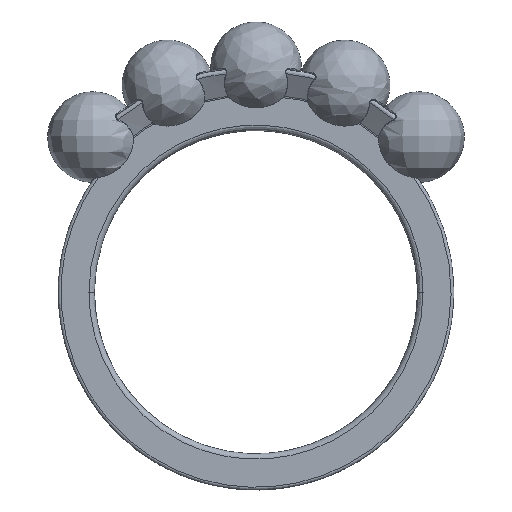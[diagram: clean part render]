
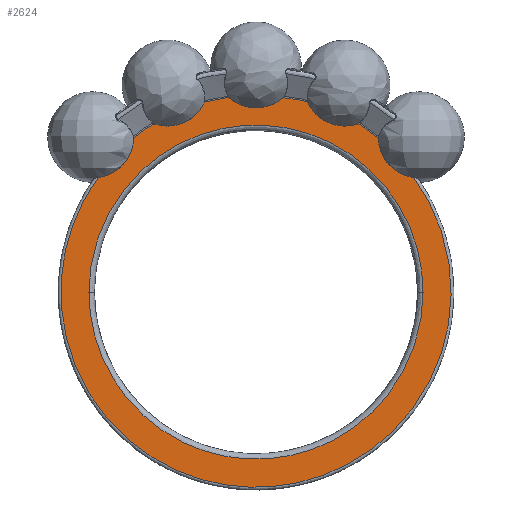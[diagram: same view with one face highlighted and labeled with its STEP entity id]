
A CAD part, top view. The second image highlights one B-rep face of the part: STEP entity #2624.
In plain terms, the highlighted free-form (B-spline) face has degree [1, 1] with [2, 2] control points.
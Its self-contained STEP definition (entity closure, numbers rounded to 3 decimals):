
#1188 = VERTEX_POINT('',#1189);
#1189 = CARTESIAN_POINT('',(-8.24,6.619,
    0.959));
#1258 = VERTEX_POINT('',#1259);
#1259 = CARTESIAN_POINT('',(-7.892,6.825,0.959
    ));
#1265 = EDGE_CURVE('',#1188,#1258,#1266,.T.);
#1266 = B_SPLINE_CURVE_WITH_KNOTS('',3,(#1267,#1268,#1269,#1270,#1271,
    #1272),.UNSPECIFIED.,.F.,.F.,(4,1,1,4),(0.,0.333,
    0.667,1.),.UNSPECIFIED.);
#1267 = CARTESIAN_POINT('',(-8.24,6.619,
    0.959));
#1268 = CARTESIAN_POINT('',(-8.193,6.628,
    0.959));
#1269 = CARTESIAN_POINT('',(-8.106,6.657,
    0.959));
#1270 = CARTESIAN_POINT('',(-7.995,6.722,
    0.959));
#1271 = CARTESIAN_POINT('',(-7.925,6.787,
    0.959));
#1272 = CARTESIAN_POINT('',(-7.892,6.825,
    0.959));
#1316 = VERTEX_POINT('',#1317);
#1317 = CARTESIAN_POINT('',(7.892,6.825,0.959
    ));
#1323 = EDGE_CURVE('',#1316,#1258,#1324,.T.);
#1324 = ( BOUNDED_CURVE() B_SPLINE_CURVE(2,(#1325,#1326,#1327),
.UNSPECIFIED.,.F.,.F.) B_SPLINE_CURVE_WITH_KNOTS((3,3),(0.,
1.716),.PIECEWISE_BEZIER_KNOTS.) CURVE() 
GEOMETRIC_REPRESENTATION_ITEM() RATIONAL_B_SPLINE_CURVE((1.,
0.654,1.)) REPRESENTATION_ITEM('') );
#1325 = CARTESIAN_POINT('',(7.892,6.825,0.959
    ));
#1326 = CARTESIAN_POINT('',(0.,15.951,
    0.959));
#1327 = CARTESIAN_POINT('',(-7.892,6.825,
    0.959));
#1346 = VERTEX_POINT('',#1347);
#1347 = CARTESIAN_POINT('',(8.24,6.619,0.959
    ));
#1360 = EDGE_CURVE('',#1316,#1346,#1361,.T.);
#1361 = B_SPLINE_CURVE_WITH_KNOTS('',3,(#1362,#1363,#1364,#1365,#1366,
    #1367),.UNSPECIFIED.,.F.,.F.,(4,1,1,4),(0.,0.333,
    0.667,1.),.UNSPECIFIED.);
#1362 = CARTESIAN_POINT('',(7.892,6.825,0.959
    ));
#1363 = CARTESIAN_POINT('',(7.925,6.787,0.959
    ));
#1364 = CARTESIAN_POINT('',(7.995,6.722,0.959
    ));
#1365 = CARTESIAN_POINT('',(8.106,6.657,0.959
    ));
#1366 = CARTESIAN_POINT('',(8.193,6.628,0.959
    ));
#1367 = CARTESIAN_POINT('',(8.24,6.619,0.959
    ));
#1653 = EDGE_CURVE('',#1346,#1654,#1656,.T.);
#1654 = VERTEX_POINT('',#1655);
#1655 = CARTESIAN_POINT('',(8.342,6.092,0.959
    ));
#1656 = B_SPLINE_CURVE_WITH_KNOTS('',3,(#1657,#1658,#1659,#1660,#1661,
    #1662,#1663,#1664,#1665,#1666,#1667,#1668,#1669),.UNSPECIFIED.,.F.,
  .F.,(4,1,1,1,1,1,1,1,1,1,4),(0.,0.1,0.2,0.3,0.4,0.5,0.6,0.7,0.8,0.9,1.
    ),.QUASI_UNIFORM_KNOTS.);
#1657 = CARTESIAN_POINT('',(8.24,6.619,0.959
    ));
#1658 = CARTESIAN_POINT('',(8.233,6.608,0.959
    ));
#1659 = CARTESIAN_POINT('',(8.223,6.584,0.959
    ));
#1660 = CARTESIAN_POINT('',(8.214,6.544,0.959
    ));
#1661 = CARTESIAN_POINT('',(8.21,6.501,0.959
    ));
#1662 = CARTESIAN_POINT('',(8.211,6.454,0.959)
  );
#1663 = CARTESIAN_POINT('',(8.216,6.403,0.959
    ));
#1664 = CARTESIAN_POINT('',(8.226,6.349,0.959
    ));
#1665 = CARTESIAN_POINT('',(8.242,6.291,0.959
    ));
#1666 = CARTESIAN_POINT('',(8.264,6.228,0.959
    ));
#1667 = CARTESIAN_POINT('',(8.296,6.162,0.959
    ));
#1668 = CARTESIAN_POINT('',(8.325,6.115,0.959
    ));
#1669 = CARTESIAN_POINT('',(8.342,6.092,0.959)
  );
#1743 = EDGE_CURVE('',#1654,#1744,#1746,.T.);
#1744 = VERTEX_POINT('',#1745);
#1745 = CARTESIAN_POINT('',(-8.342,6.092,
    0.959));
#1746 = ( BOUNDED_CURVE() B_SPLINE_CURVE(2,(#1747,#1748,#1749,#1750,
#1751),.UNSPECIFIED.,.F.,.F.) B_SPLINE_CURVE_WITH_KNOTS((3,2,3),(0.,
2.202,4.403),.PIECEWISE_BEZIER_KNOTS.) CURVE() 
GEOMETRIC_REPRESENTATION_ITEM() RATIONAL_B_SPLINE_CURVE((1.,
0.453,1.,0.453,1.)) REPRESENTATION_ITEM('') );
#1747 = CARTESIAN_POINT('',(8.342,6.092,0.959
    ));
#1748 = CARTESIAN_POINT('',(20.333,-10.329,
    0.959));
#1749 = CARTESIAN_POINT('',(0.,-10.329,
    0.959));
#1750 = CARTESIAN_POINT('',(-20.333,-10.329,
    0.959));
#1751 = CARTESIAN_POINT('',(-8.342,6.092,
    0.959));
#2585 = VERTEX_POINT('',#2586);
#2586 = CARTESIAN_POINT('',(-8.843,0.,0.959));
#2594 = VERTEX_POINT('',#2595);
#2595 = CARTESIAN_POINT('',(8.843,0.,0.959));
#2601 = EDGE_CURVE('',#2585,#2594,#2602,.T.);
#2602 = ( BOUNDED_CURVE() B_SPLINE_CURVE(2,(#2603,#2604,#2605,#2606,
#2607),.UNSPECIFIED.,.F.,.F.) B_SPLINE_CURVE_WITH_KNOTS((3,2,3),(0.,
1.571,3.142),.PIECEWISE_BEZIER_KNOTS.) CURVE() 
GEOMETRIC_REPRESENTATION_ITEM() RATIONAL_B_SPLINE_CURVE((1.,
0.707,1.,0.707,1.)) REPRESENTATION_ITEM('') );
#2603 = CARTESIAN_POINT('',(-8.843,0.,0.959));
#2604 = CARTESIAN_POINT('',(-8.843,8.843,
    0.959));
#2605 = CARTESIAN_POINT('',(0.,8.843,
    0.959));
#2606 = CARTESIAN_POINT('',(8.843,8.843,0.959
    ));
#2607 = CARTESIAN_POINT('',(8.843,0.,
    0.959));
#2624 = ADVANCED_FACE('',(#2625,#2657),#2668,.T.);
#2625 = FACE_BOUND('',#2626,.F.);
#2626 = EDGE_LOOP('',(#2627,#2652,#2653,#2654,#2655,#2656));
#2627 = ORIENTED_EDGE('',*,*,#2628,.T.);
#2628 = EDGE_CURVE('',#1744,#1188,#2629,.T.);
#2629 = B_SPLINE_CURVE_WITH_KNOTS('',3,(#2630,#2631,#2632,#2633,#2634,
    #2635,#2636,#2637,#2638,#2639,#2640,#2641,#2642,#2643,#2644,#2645,
    #2646,#2647,#2648,#2649,#2650,#2651),.UNSPECIFIED.,.F.,.F.,(4,1,1,1,
    1,1,1,1,1,1,1,1,1,1,1,1,1,1,1,4),(0.,0.053,
    0.105,0.158,0.211,0.263,
    0.316,0.368,0.421,0.474,
    0.526,0.579,0.632,0.684,
    0.737,0.789,0.842,0.895,
    0.947,1.),.UNSPECIFIED.);
#2630 = CARTESIAN_POINT('',(-8.342,6.092,
    0.959));
#2631 = CARTESIAN_POINT('',(-8.33,6.107,
    0.959));
#2632 = CARTESIAN_POINT('',(-8.31,6.139,
    0.959));
#2633 = CARTESIAN_POINT('',(-8.285,6.183,
    0.959));
#2634 = CARTESIAN_POINT('',(-8.266,6.225,
    0.959));
#2635 = CARTESIAN_POINT('',(-8.251,6.265,
    0.959));
#2636 = CARTESIAN_POINT('',(-8.239,6.301,
    0.959));
#2637 = CARTESIAN_POINT('',(-8.23,6.336,
    0.959));
#2638 = CARTESIAN_POINT('',(-8.223,6.368,0.959
    ));
#2639 = CARTESIAN_POINT('',(-8.217,6.397,0.959
    ));
#2640 = CARTESIAN_POINT('',(-8.214,6.425,
    0.959));
#2641 = CARTESIAN_POINT('',(-8.211,6.451,
    0.959));
#2642 = CARTESIAN_POINT('',(-8.21,6.475,
    0.959));
#2643 = CARTESIAN_POINT('',(-8.21,6.498,
    0.959));
#2644 = CARTESIAN_POINT('',(-8.212,6.519,
    0.959));
#2645 = CARTESIAN_POINT('',(-8.214,6.538,0.959)
  );
#2646 = CARTESIAN_POINT('',(-8.217,6.556,
    0.959));
#2647 = CARTESIAN_POINT('',(-8.221,6.572,
    0.959));
#2648 = CARTESIAN_POINT('',(-8.225,6.587,
    0.959));
#2649 = CARTESIAN_POINT('',(-8.231,6.602,
    0.959));
#2650 = CARTESIAN_POINT('',(-8.237,6.613,
    0.959));
#2651 = CARTESIAN_POINT('',(-8.24,6.619,
    0.959));
#2652 = ORIENTED_EDGE('',*,*,#1265,.T.);
#2653 = ORIENTED_EDGE('',*,*,#1323,.F.);
#2654 = ORIENTED_EDGE('',*,*,#1360,.T.);
#2655 = ORIENTED_EDGE('',*,*,#1653,.T.);
#2656 = ORIENTED_EDGE('',*,*,#1743,.T.);
#2657 = FACE_BOUND('',#2658,.F.);
#2658 = EDGE_LOOP('',(#2659,#2667));
#2659 = ORIENTED_EDGE('',*,*,#2660,.F.);
#2660 = EDGE_CURVE('',#2594,#2585,#2661,.T.);
#2661 = ( BOUNDED_CURVE() B_SPLINE_CURVE(2,(#2662,#2663,#2664,#2665,
#2666),.UNSPECIFIED.,.F.,.F.) B_SPLINE_CURVE_WITH_KNOTS((3,2,3),(0.,
1.571,3.142),.PIECEWISE_BEZIER_KNOTS.) CURVE() 
GEOMETRIC_REPRESENTATION_ITEM() RATIONAL_B_SPLINE_CURVE((1.,
0.707,1.,0.707,1.)) REPRESENTATION_ITEM('') );
#2662 = CARTESIAN_POINT('',(8.843,0.,0.959));
#2663 = CARTESIAN_POINT('',(8.843,-8.843,
    0.959));
#2664 = CARTESIAN_POINT('',(0.,-8.843,
    0.959));
#2665 = CARTESIAN_POINT('',(-8.843,-8.843,
    0.959));
#2666 = CARTESIAN_POINT('',(-8.843,0.,
    0.959));
#2667 = ORIENTED_EDGE('',*,*,#2601,.F.);
#2668 = B_SPLINE_SURFACE_WITH_KNOTS('',1,1,(
    (#2669,#2670)
    ,(#2671,#2672
    )),.UNSPECIFIED.,.F.,.F.,.F.,(2,2),(2,2),(-10.775,10.775),(-10.775,
    10.885),.PIECEWISE_BEZIER_KNOTS.);
#2669 = CARTESIAN_POINT('',(-10.329,-10.329,
    0.959));
#2670 = CARTESIAN_POINT('',(-10.329,10.434,
    0.959));
#2671 = CARTESIAN_POINT('',(10.329,-10.329,
    0.959));
#2672 = CARTESIAN_POINT('',(10.329,10.434,
    0.959));
